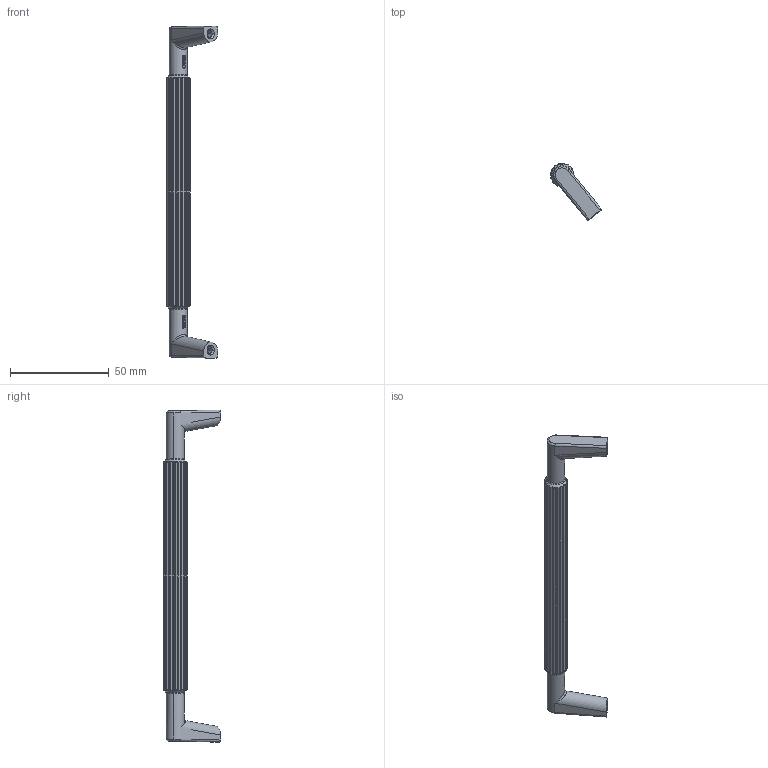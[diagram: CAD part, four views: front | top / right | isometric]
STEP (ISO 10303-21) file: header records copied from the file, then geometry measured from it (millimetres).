
FILE_DESCRIPTION(('Creo Elements/Direct Modeling STEP Export'),'2;1');
FILE_NAME('2593-168.stp','2022-09-01T 8:53:44',(''),(''),'Creo Elements/Direct Modeling STEP processor for AP214 (Solid Model)','Creo Elements/Direct Modeling 20.0 12-Nov-2016 (C) Parametric Technology GmbH','');
FILE_SCHEMA(('AUTOMOTIVE_DESIGN { 1 0 10303 214 1 1 1 1 }'));
Products named in the file (2): ZN-11752
Assembly tree (1 placements, depth 2):
  ZN-11752
    ZN-11752
Bounding box: 25.89 x 28.99 x 168 mm (x, y, z)
Volume: 18679.9 mm3; surface area: 7977.4 mm2
Topology: 1 solids, 1 shells, 723 faces, 1970 edges, 1256 vertices
Faces by surface type: plane 450, bspline 164, cylinder 61, torus 36, cone 12
Entity records: 58626 total; most frequent: CARTESIAN_POINT 41841, ORIENTED_EDGE 3924, DIRECTION 2991, EDGE_CURVE 1962, VERTEX_POINT 1256, AXIS2_PLACEMENT_3D 1014, VECTOR 963, LINE 963
